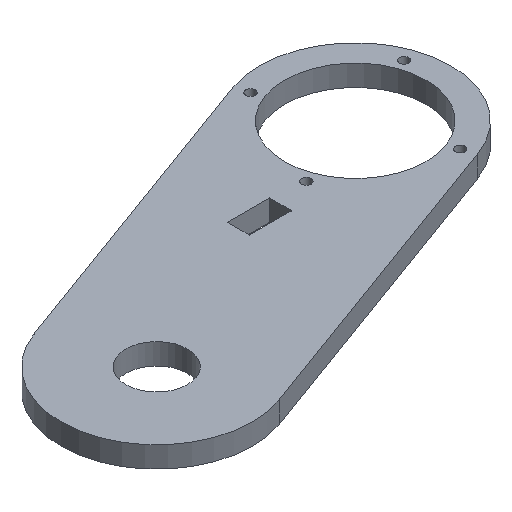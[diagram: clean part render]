
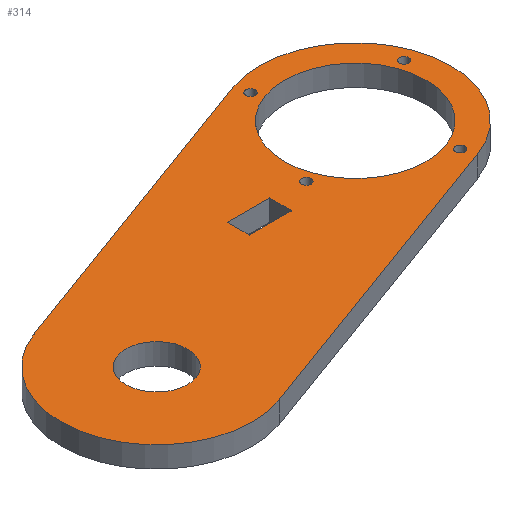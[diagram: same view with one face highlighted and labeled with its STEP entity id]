
A CAD part, isometric view. The second image highlights one B-rep face of the part: STEP entity #314.
In plain terms, the highlighted planar face has unit normal (0, 0, 1).
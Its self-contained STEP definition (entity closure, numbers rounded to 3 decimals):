
#23=FACE_BOUND('',#71,.T.);
#24=FACE_BOUND('',#72,.T.);
#25=FACE_BOUND('',#73,.T.);
#26=FACE_BOUND('',#74,.T.);
#27=FACE_BOUND('',#75,.T.);
#28=FACE_BOUND('',#76,.T.);
#29=FACE_BOUND('',#77,.T.);
#37=CIRCLE('',#333,57.5);
#38=CIRCLE('',#334,57.5);
#39=CIRCLE('',#335,2.85);
#40=CIRCLE('',#336,18.55);
#41=CIRCLE('',#337,42.5);
#42=CIRCLE('',#338,2.85);
#43=CIRCLE('',#339,2.85);
#44=CIRCLE('',#340,2.85);
#54=FACE_OUTER_BOUND('',#70,.T.);
#70=EDGE_LOOP('',(#225,#226,#227,#228));
#71=EDGE_LOOP('',(#229));
#72=EDGE_LOOP('',(#230));
#73=EDGE_LOOP('',(#231));
#74=EDGE_LOOP('',(#232));
#75=EDGE_LOOP('',(#233));
#76=EDGE_LOOP('',(#234));
#77=EDGE_LOOP('',(#235,#236,#237,#238));
#101=LINE('',#463,#127);
#103=LINE('',#470,#129);
#104=LINE('',#473,#130);
#105=LINE('',#487,#131);
#106=LINE('',#489,#132);
#107=LINE('',#490,#133);
#127=VECTOR('',#369,10.);
#129=VECTOR('',#375,10.);
#130=VECTOR('',#378,10.);
#131=VECTOR('',#391,10.);
#132=VECTOR('',#392,10.);
#133=VECTOR('',#393,10.);
#153=VERTEX_POINT('',#460);
#154=VERTEX_POINT('',#462);
#155=VERTEX_POINT('',#466);
#156=VERTEX_POINT('',#467);
#157=VERTEX_POINT('',#469);
#158=VERTEX_POINT('',#471);
#159=VERTEX_POINT('',#474);
#160=VERTEX_POINT('',#476);
#161=VERTEX_POINT('',#478);
#162=VERTEX_POINT('',#480);
#163=VERTEX_POINT('',#482);
#164=VERTEX_POINT('',#484);
#165=VERTEX_POINT('',#486);
#166=VERTEX_POINT('',#488);
#181=EDGE_CURVE('',#153,#154,#101,.T.);
#183=EDGE_CURVE('',#155,#156,#37,.T.);
#184=EDGE_CURVE('',#156,#157,#103,.T.);
#185=EDGE_CURVE('',#157,#158,#38,.T.);
#186=EDGE_CURVE('',#158,#155,#104,.T.);
#187=EDGE_CURVE('',#159,#159,#39,.F.);
#188=EDGE_CURVE('',#160,#160,#40,.T.);
#189=EDGE_CURVE('',#161,#161,#41,.T.);
#190=EDGE_CURVE('',#162,#162,#42,.F.);
#191=EDGE_CURVE('',#163,#163,#43,.F.);
#192=EDGE_CURVE('',#164,#164,#44,.F.);
#193=EDGE_CURVE('',#165,#154,#105,.T.);
#194=EDGE_CURVE('',#153,#166,#106,.T.);
#195=EDGE_CURVE('',#166,#165,#107,.T.);
#225=ORIENTED_EDGE('',*,*,#183,.T.);
#226=ORIENTED_EDGE('',*,*,#184,.T.);
#227=ORIENTED_EDGE('',*,*,#185,.T.);
#228=ORIENTED_EDGE('',*,*,#186,.T.);
#229=ORIENTED_EDGE('',*,*,#187,.T.);
#230=ORIENTED_EDGE('',*,*,#188,.T.);
#231=ORIENTED_EDGE('',*,*,#189,.T.);
#232=ORIENTED_EDGE('',*,*,#190,.T.);
#233=ORIENTED_EDGE('',*,*,#191,.T.);
#234=ORIENTED_EDGE('',*,*,#192,.T.);
#235=ORIENTED_EDGE('',*,*,#193,.T.);
#236=ORIENTED_EDGE('',*,*,#181,.F.);
#237=ORIENTED_EDGE('',*,*,#194,.T.);
#238=ORIENTED_EDGE('',*,*,#195,.T.);
#306=PLANE('',#332);
#314=ADVANCED_FACE('',(#54,#23,#24,#25,#26,#27,#28,#29),#306,.T.);
#332=AXIS2_PLACEMENT_3D('',#465,#371,#372);
#333=AXIS2_PLACEMENT_3D('',#468,#373,#374);
#334=AXIS2_PLACEMENT_3D('',#472,#376,#377);
#335=AXIS2_PLACEMENT_3D('',#475,#379,#380);
#336=AXIS2_PLACEMENT_3D('',#477,#381,#382);
#337=AXIS2_PLACEMENT_3D('',#479,#383,#384);
#338=AXIS2_PLACEMENT_3D('',#481,#385,#386);
#339=AXIS2_PLACEMENT_3D('',#483,#387,#388);
#340=AXIS2_PLACEMENT_3D('',#485,#389,#390);
#369=DIRECTION('',(-1.,0.,0.));
#371=DIRECTION('center_axis',(0.,0.,
1.));
#372=DIRECTION('ref_axis',(0.94,0.342,0.));
#373=DIRECTION('center_axis',(0.,0.,
1.));
#374=DIRECTION('ref_axis',(0.94,0.342,0.));
#375=DIRECTION('',(0.94,0.342,0.));
#376=DIRECTION('center_axis',(0.,0.,
1.));
#377=DIRECTION('ref_axis',(0.94,0.342,0.));
#378=DIRECTION('',(-0.94,-0.342,0.));
#379=DIRECTION('center_axis',(0.,0.,
1.));
#380=DIRECTION('ref_axis',(0.94,0.342,0.));
#381=DIRECTION('center_axis',(0.,0.,
-1.));
#382=DIRECTION('ref_axis',(0.94,0.342,0.));
#383=DIRECTION('center_axis',(0.,0.,
-1.));
#384=DIRECTION('ref_axis',(0.94,0.342,0.));
#385=DIRECTION('center_axis',(0.,0.,
1.));
#386=DIRECTION('ref_axis',(0.94,0.342,0.));
#387=DIRECTION('center_axis',(0.,0.,
1.));
#388=DIRECTION('ref_axis',(0.94,0.342,0.));
#389=DIRECTION('center_axis',(0.,0.,
1.));
#390=DIRECTION('ref_axis',(0.94,0.342,0.));
#391=DIRECTION('',(0.,1.,0.));
#392=DIRECTION('',(0.,-1.,0.));
#393=DIRECTION('',(-1.,0.,0.));
#460=CARTESIAN_POINT('',(166.866,-480.948,105.095));
#462=CARTESIAN_POINT('',(141.466,-480.948,105.095));
#463=CARTESIAN_POINT('',(138.598,-480.948,105.095));
#465=CARTESIAN_POINT('Origin',(138.905,-500.803,105.095));
#466=CARTESIAN_POINT('',(25.269,-480.973,105.095));
#467=CARTESIAN_POINT('',(64.602,-589.038,105.095));
#468=CARTESIAN_POINT('Origin',(44.935,-535.005,105.095));
#469=CARTESIAN_POINT('',(252.54,-520.634,105.095));
#470=CARTESIAN_POINT('',(64.602,-589.038,105.095));
#471=CARTESIAN_POINT('',(213.208,-412.569,105.095));
#472=CARTESIAN_POINT('Origin',(232.874,-466.601,105.095));
#473=CARTESIAN_POINT('',(25.269,-480.973,105.095));
#474=CARTESIAN_POINT('',(183.952,-484.407,105.095));
#475=CARTESIAN_POINT('Origin',(186.63,-483.433,105.095));
#476=CARTESIAN_POINT('',(27.504,-541.35,105.095));
#477=CARTESIAN_POINT('Origin',(44.935,-535.005,105.095));
#478=CARTESIAN_POINT('',(192.937,-481.137,105.095));
#479=CARTESIAN_POINT('Origin',(232.874,-466.601,105.095));
#480=CARTESIAN_POINT('',(247.027,-513.82,105.095));
#481=CARTESIAN_POINT('Origin',(249.705,-512.845,105.095));
#482=CARTESIAN_POINT('',(213.364,-421.332,105.095));
#483=CARTESIAN_POINT('Origin',(216.043,-420.357,105.095));
#484=CARTESIAN_POINT('',(276.44,-450.745,105.095));
#485=CARTESIAN_POINT('Origin',(279.118,-449.77,105.095));
#486=CARTESIAN_POINT('',(141.466,-494.156,105.095));
#487=CARTESIAN_POINT('',(141.466,-491.057,105.095));
#488=CARTESIAN_POINT('',(166.866,-494.156,105.095));
#489=CARTESIAN_POINT('',(166.866,-494.486,105.095));
#490=CARTESIAN_POINT('',(154.473,-494.156,105.095));
